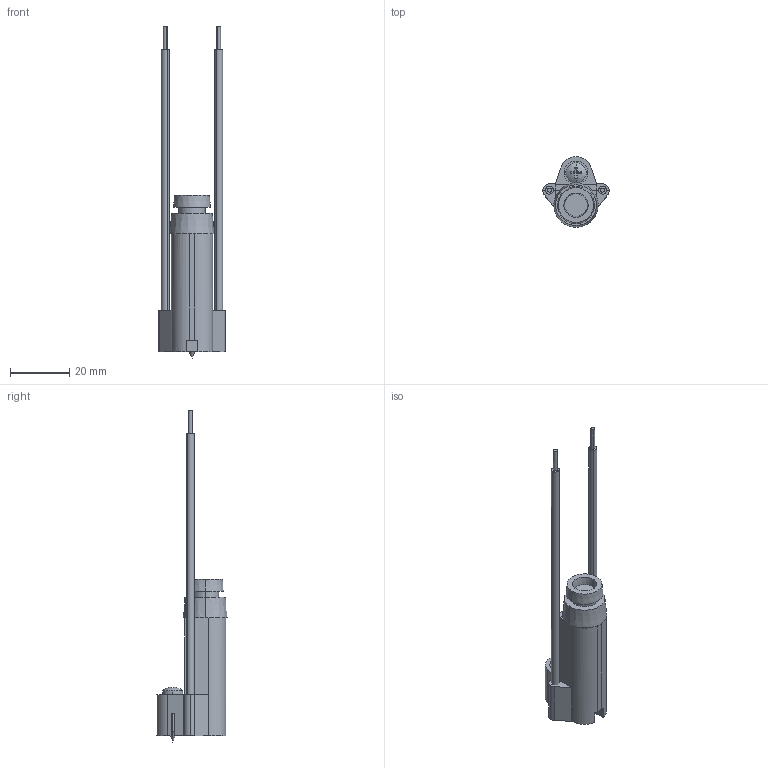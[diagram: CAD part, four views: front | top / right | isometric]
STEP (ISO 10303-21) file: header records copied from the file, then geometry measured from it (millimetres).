
FILE_DESCRIPTION (( 'STEP AP214' ), '1' );
FILE_NAME ('7205570.stp', '2018-10-03T12:05:51', ( '' ), ( '' ), 'SwSTEP 2.0', 'SolidWorks 2018', '' );
FILE_SCHEMA (( 'AUTOMOTIVE_DESIGN' ));
Length unit declared in the file: millimetre
Products named in the file (7): P_0000003882_1_Standard; P_0000003881_1_ohne Mutter mit Fingergrip; 7205570; P_0000003882T2_1_Standard; P_0000005701_1_Standard; 061201T1_Standard; 013702_Standard
Assembly tree (6 placements, depth 2):
  7205570
    P_0000003881_1_ohne Mutter mit Fingergrip
    P_0000003882_1_Standard
    013702_Standard
    061201T1_Standard
    P_0000005701_1_Standard
    P_0000003882T2_1_Standard
Bounding box: 22.6 x 23.98 x 112.47 mm (x, y, z)
Volume: 11815.2 mm3; surface area: 9246.6 mm2
Topology: 6 solids, 7 shells, 175 faces, 400 edges, 249 vertices
Faces by surface type: plane 98, cylinder 55, torus 12, cone 8, sphere 2
Entity records: 5759 total; most frequent: DIRECTION 935, CARTESIAN_POINT 831, ORIENTED_EDGE 796, EDGE_CURVE 398, AXIS2_PLACEMENT_3D 353, VERTEX_POINT 249, VECTOR 229, LINE 229
